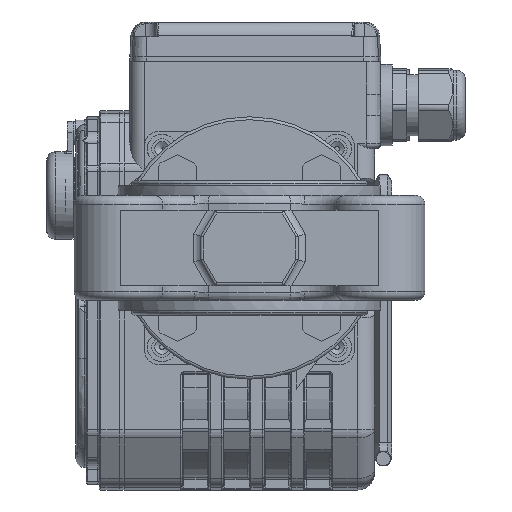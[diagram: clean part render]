
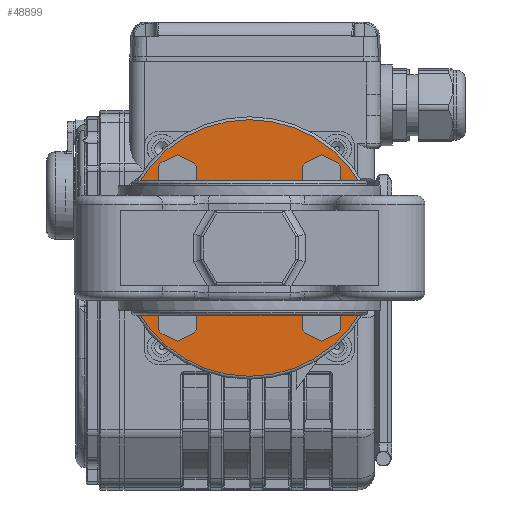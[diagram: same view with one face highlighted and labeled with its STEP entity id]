
A CAD part, front view. The second image highlights one B-rep face of the part: STEP entity #48899.
In plain terms, the highlighted planar face has unit normal (0, -1, 0).
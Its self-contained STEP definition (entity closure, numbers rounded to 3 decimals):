
#4331=LINE('',#92273,#7824);
#4332=LINE('',#92276,#7825);
#4333=LINE('',#92278,#7826);
#4334=LINE('',#92280,#7827);
#4335=LINE('',#92282,#7828);
#4336=LINE('',#92284,#7829);
#4337=LINE('',#92286,#7830);
#4338=LINE('',#92288,#7831);
#7824=VECTOR('',#67621,1000.);
#7825=VECTOR('',#67622,1000.);
#7826=VECTOR('',#67623,1000.);
#7827=VECTOR('',#67624,1000.);
#7828=VECTOR('',#67625,1000.);
#7829=VECTOR('',#67626,1000.);
#7830=VECTOR('',#67627,1000.);
#7831=VECTOR('',#67628,1000.);
#10483=CIRCLE('',#54612,44.);
#10484=CIRCLE('',#54613,5.);
#10485=CIRCLE('',#54614,5.);
#10486=CIRCLE('',#54615,5.);
#10487=CIRCLE('',#54616,5.);
#11683=PLANE('',#54611);
#23764=ORIENTED_EDGE('',*,*,#32002,.T.);
#23765=ORIENTED_EDGE('',*,*,#32003,.T.);
#23766=ORIENTED_EDGE('',*,*,#32004,.T.);
#23767=ORIENTED_EDGE('',*,*,#32005,.T.);
#23768=ORIENTED_EDGE('',*,*,#32006,.T.);
#23769=ORIENTED_EDGE('',*,*,#32007,.T.);
#23770=ORIENTED_EDGE('',*,*,#32008,.T.);
#23771=ORIENTED_EDGE('',*,*,#32009,.T.);
#23772=ORIENTED_EDGE('',*,*,#32010,.T.);
#23773=ORIENTED_EDGE('',*,*,#32011,.T.);
#23774=ORIENTED_EDGE('',*,*,#32012,.T.);
#23775=ORIENTED_EDGE('',*,*,#32013,.T.);
#23776=ORIENTED_EDGE('',*,*,#32014,.T.);
#32002=EDGE_CURVE('',#36988,#36988,#10483,.F.);
#32003=EDGE_CURVE('',#36989,#36990,#4331,.F.);
#32004=EDGE_CURVE('',#36990,#36991,#4332,.F.);
#32005=EDGE_CURVE('',#36991,#36992,#4333,.F.);
#32006=EDGE_CURVE('',#36992,#36993,#4334,.F.);
#32007=EDGE_CURVE('',#36993,#36994,#4335,.F.);
#32008=EDGE_CURVE('',#36994,#36995,#4336,.T.);
#32009=EDGE_CURVE('',#36995,#36996,#4337,.F.);
#32010=EDGE_CURVE('',#36996,#36989,#4338,.F.);
#32011=EDGE_CURVE('',#36997,#36997,#10484,.T.);
#32012=EDGE_CURVE('',#36998,#36998,#10485,.T.);
#32013=EDGE_CURVE('',#36999,#36999,#10486,.T.);
#32014=EDGE_CURVE('',#37000,#37000,#10487,.T.);
#36988=VERTEX_POINT('',#92272);
#36989=VERTEX_POINT('',#92274);
#36990=VERTEX_POINT('',#92275);
#36991=VERTEX_POINT('',#92277);
#36992=VERTEX_POINT('',#92279);
#36993=VERTEX_POINT('',#92281);
#36994=VERTEX_POINT('',#92283);
#36995=VERTEX_POINT('',#92285);
#36996=VERTEX_POINT('',#92287);
#36997=VERTEX_POINT('',#92290);
#36998=VERTEX_POINT('',#92292);
#36999=VERTEX_POINT('',#92294);
#37000=VERTEX_POINT('',#92296);
#41333=EDGE_LOOP('',(#23764));
#41334=EDGE_LOOP('',(#23765,#23766,#23767,#23768,#23769,#23770,#23771,#23772));
#41335=EDGE_LOOP('',(#23773));
#41336=EDGE_LOOP('',(#23774));
#41337=EDGE_LOOP('',(#23775));
#41338=EDGE_LOOP('',(#23776));
#44837=FACE_BOUND('',#41333,.T.);
#44838=FACE_BOUND('',#41334,.T.);
#44839=FACE_BOUND('',#41335,.T.);
#44840=FACE_BOUND('',#41336,.T.);
#44841=FACE_BOUND('',#41337,.T.);
#44842=FACE_BOUND('',#41338,.T.);
#48899=ADVANCED_FACE('',(#44837,#44838,#44839,#44840,#44841,#44842),#11683,
 .F.);
#54611=AXIS2_PLACEMENT_3D('',#92270,#67617,#67618);
#54612=AXIS2_PLACEMENT_3D('',#92271,#67619,#67620);
#54613=AXIS2_PLACEMENT_3D('',#92289,#67629,#67630);
#54614=AXIS2_PLACEMENT_3D('',#92291,#67631,#67632);
#54615=AXIS2_PLACEMENT_3D('',#92293,#67633,#67634);
#54616=AXIS2_PLACEMENT_3D('',#92295,#67635,#67636);
#67617=DIRECTION('',(0.,1.,0.));
#67618=DIRECTION('',(0.,0.,1.));
#67619=DIRECTION('',(0.,1.,0.));
#67620=DIRECTION('',(0.,0.,1.));
#67621=DIRECTION('',(-0.5,0.,-0.866));
#67622=DIRECTION('',(-1.,0.,0.));
#67623=DIRECTION('',(-0.5,0.,0.866));
#67624=DIRECTION('',(0.,0.,1.));
#67625=DIRECTION('',(0.5,0.,0.866));
#67626=DIRECTION('',(-1.,0.,0.));
#67627=DIRECTION('',(0.5,0.,-0.866));
#67628=DIRECTION('',(0.,0.,-1.));
#67629=DIRECTION('',(0.,1.,0.));
#67630=DIRECTION('',(0.,0.,1.));
#67631=DIRECTION('',(0.,1.,0.));
#67632=DIRECTION('',(0.,0.,1.));
#67633=DIRECTION('',(0.,1.,0.));
#67634=DIRECTION('',(0.,0.,1.));
#67635=DIRECTION('',(0.,1.,0.));
#67636=DIRECTION('',(0.,0.,1.));
#92270=CARTESIAN_POINT('',(0.,129.,0.));
#92271=CARTESIAN_POINT('',(0.,129.,0.));
#92272=CARTESIAN_POINT('',(0.,129.,44.));
#92273=CARTESIAN_POINT('',(-16.705,129.,9.645));
#92274=CARTESIAN_POINT('',(-19.5,129.,4.804));
#92275=CARTESIAN_POINT('',(-13.036,129.,16.));
#92276=CARTESIAN_POINT('',(0.,129.,16.));
#92277=CARTESIAN_POINT('',(13.036,129.,16.));
#92278=CARTESIAN_POINT('',(16.705,129.,9.645));
#92279=CARTESIAN_POINT('',(19.5,129.,4.804));
#92280=CARTESIAN_POINT('',(19.5,129.,0.));
#92281=CARTESIAN_POINT('',(19.5,129.,-4.804));
#92282=CARTESIAN_POINT('',(16.705,129.,-9.645));
#92283=CARTESIAN_POINT('',(13.036,129.,-16.));
#92284=CARTESIAN_POINT('',(-11.304,129.,-16.));
#92285=CARTESIAN_POINT('',(-13.036,129.,-16.));
#92286=CARTESIAN_POINT('',(-16.705,129.,-9.645));
#92287=CARTESIAN_POINT('',(-19.5,129.,-4.804));
#92288=CARTESIAN_POINT('',(-19.5,129.,0.));
#92289=CARTESIAN_POINT('',(-24.749,129.,24.749));
#92290=CARTESIAN_POINT('',(-24.749,129.,29.749));
#92291=CARTESIAN_POINT('',(24.749,129.,24.749));
#92292=CARTESIAN_POINT('',(24.749,129.,29.749));
#92293=CARTESIAN_POINT('',(24.749,129.,-24.749));
#92294=CARTESIAN_POINT('',(24.749,129.,-19.749));
#92295=CARTESIAN_POINT('',(-24.749,129.,-24.749));
#92296=CARTESIAN_POINT('',(-24.749,129.,-19.749));
